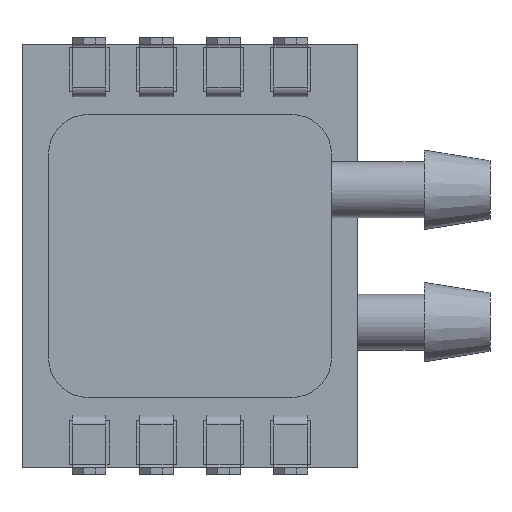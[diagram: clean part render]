
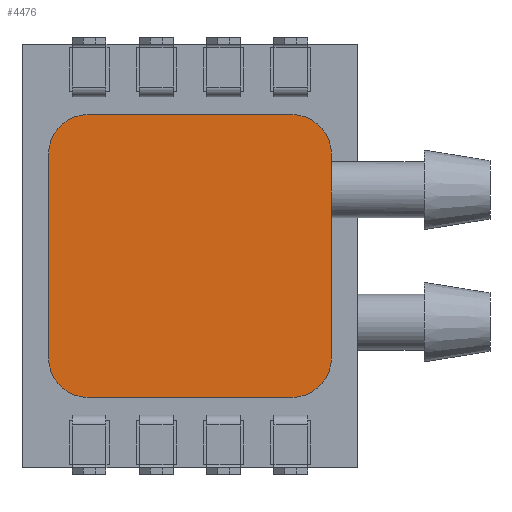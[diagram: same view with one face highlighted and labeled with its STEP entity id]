
A CAD part, front view. The second image highlights one B-rep face of the part: STEP entity #4476.
In plain terms, the highlighted planar face has unit normal (0, -1, 0).
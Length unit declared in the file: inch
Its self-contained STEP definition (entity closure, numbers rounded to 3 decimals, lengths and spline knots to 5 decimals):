
#807 = FACE_OUTER_BOUND ( 'NONE', #11136, .T. ) ;
#809 = VECTOR ( 'NONE', #11673, 39.37008 ) ;
#810 = LINE ( 'NONE', #11672, #809 ) ;
#847 = CIRCLE ( 'NONE', #5293, 0.059 ) ;
#853 = VECTOR ( 'NONE', #11628, 39.37008 ) ;
#862 = LINE ( 'NONE', #11622, #853 ) ;
#3188 = ORIENTED_EDGE ( 'NONE', *, *, #6254, .F. ) ;
#3189 = ORIENTED_EDGE ( 'NONE', *, *, #6116, .F. ) ;
#3190 = ORIENTED_EDGE ( 'NONE', *, *, #5989, .F. ) ;
#3191 = ORIENTED_EDGE ( 'NONE', *, *, #6283, .F. ) ;
#3192 = ORIENTED_EDGE ( 'NONE', *, *, #6167, .F. ) ;
#3193 = ORIENTED_EDGE ( 'NONE', *, *, #6073, .F. ) ;
#3194 = ORIENTED_EDGE ( 'NONE', *, *, #6024, .F. ) ;
#3195 = ORIENTED_EDGE ( 'NONE', *, *, #5992, .F. ) ;
#3196 = ORIENTED_EDGE ( 'NONE', *, *, #6174, .F. ) ;
#3197 = ORIENTED_EDGE ( 'NONE', *, *, #6237, .F. ) ;
#3227 = VERTEX_POINT ( 'NONE', #12691 ) ;
#3229 = VERTEX_POINT ( 'NONE', #12704 ) ;
#3231 = VERTEX_POINT ( 'NONE', #12693 ) ;
#3232 = VERTEX_POINT ( 'NONE', #12708 ) ;
#3234 = VERTEX_POINT ( 'NONE', #12709 ) ;
#3236 = VERTEX_POINT ( 'NONE', #12710 ) ;
#4476 = ADVANCED_FACE ( 'NONE', ( #807 ), #5707, .T. ) ;
#4656 = VERTEX_POINT ( 'NONE', #6356 ) ;
#4657 = VERTEX_POINT ( 'NONE', #6357 ) ;
#4658 = VERTEX_POINT ( 'NONE', #6358 ) ;
#4659 = VERTEX_POINT ( 'NONE', #6359 ) ;
#5239 = AXIS2_PLACEMENT_3D ( 'NONE', #11778, #11780, #11781 ) ;
#5240 = AXIS2_PLACEMENT_3D ( 'NONE', #11723, #11725, #11726 ) ;
#5293 = AXIS2_PLACEMENT_3D ( 'NONE', #11627, #11631, #11632 ) ;
#5443 = AXIS2_PLACEMENT_3D ( 'NONE', #12123, #12125, #12126 ) ;
#5707 = PLANE ( 'NONE',  #6144 ) ;
#5708 = CARTESIAN_POINT ( 'NONE',  ( -0.1515, -0.13578, 0.1515 ) ) ;
#5714 = DIRECTION ( 'NONE',  ( 0., -1., 0. ) ) ;
#5715 = DIRECTION ( 'NONE',  ( 0., 0., 1. ) ) ;
#5989 = EDGE_CURVE ( 'NONE', #4656, #4657, #862, .T. ) ;
#5992 = EDGE_CURVE ( 'NONE', #3232, #3231, #847, .T. ) ;
#6024 = EDGE_CURVE ( 'NONE', #3234, #3232, #810, .T. ) ;
#6073 = EDGE_CURVE ( 'NONE', #4659, #3234, #8004, .T. ) ;
#6116 = EDGE_CURVE ( 'NONE', #3236, #4656, #8628, .T. ) ;
#6144 = AXIS2_PLACEMENT_3D ( 'NONE', #5708, #5714, #5715 ) ;
#6167 = EDGE_CURVE ( 'NONE', #4658, #4659, #8556, .T. ) ;
#6174 = EDGE_CURVE ( 'NONE', #3231, #3227, #8547, .T. ) ;
#6237 = EDGE_CURVE ( 'NONE', #3227, #3229, #8473, .T. ) ;
#6254 = EDGE_CURVE ( 'NONE', #3229, #3236, #8467, .T. ) ;
#6283 = EDGE_CURVE ( 'NONE', #4657, #4658, #8419, .T. ) ;
#6356 = CARTESIAN_POINT ( 'NONE',  ( 0.2105, -0.13578, 0.1515 ) ) ;
#6357 = CARTESIAN_POINT ( 'NONE',  ( 0.2105, -0.13578, 0.11722 ) ) ;
#6358 = CARTESIAN_POINT ( 'NONE',  ( 0.2105, -0.13578, 0.07963 ) ) ;
#6359 = CARTESIAN_POINT ( 'NONE',  ( 0.2105, -0.13578, -0.1515 ) ) ;
#8004 = CIRCLE ( 'NONE', #5240, 0.059 ) ;
#8417 = VECTOR ( 'NONE', #12190, 39.37008 ) ;
#8419 = LINE ( 'NONE', #12189, #8417 ) ;
#8454 = VECTOR ( 'NONE', #12149, 39.37008 ) ;
#8467 = LINE ( 'NONE', #12143, #8454 ) ;
#8473 = CIRCLE ( 'NONE', #5443, 0.059 ) ;
#8546 = VECTOR ( 'NONE', #12045, 39.37008 ) ;
#8547 = LINE ( 'NONE', #12044, #8546 ) ;
#8554 = VECTOR ( 'NONE', #12036, 39.37008 ) ;
#8556 = LINE ( 'NONE', #12035, #8554 ) ;
#8628 = CIRCLE ( 'NONE', #5239, 0.059 ) ;
#11136 = EDGE_LOOP ( 'NONE', ( #3197, #3196, #3195, #3194, #3193, #3192, #3191, #3190, #3189, #3188 ) ) ;
#11622 = CARTESIAN_POINT ( 'NONE',  ( 0.2105, -0.13578, -0.1515 ) ) ;
#11627 = CARTESIAN_POINT ( 'NONE',  ( -0.1515, -0.13578, -0.1515 ) ) ;
#11628 = DIRECTION ( 'NONE',  ( 0., 0., -1. ) ) ;
#11631 = DIRECTION ( 'NONE',  ( 0., 1., 0. ) ) ;
#11632 = DIRECTION ( 'NONE',  ( 0., 0., 1. ) ) ;
#11672 = CARTESIAN_POINT ( 'NONE',  ( -0.1515, -0.13578, -0.2105 ) ) ;
#11673 = DIRECTION ( 'NONE',  ( -1., 0., 0. ) ) ;
#11723 = CARTESIAN_POINT ( 'NONE',  ( 0.1515, -0.13578, -0.1515 ) ) ;
#11725 = DIRECTION ( 'NONE',  ( 0., 1., 0. ) ) ;
#11726 = DIRECTION ( 'NONE',  ( 0., 0., -1. ) ) ;
#11778 = CARTESIAN_POINT ( 'NONE',  ( 0.1515, -0.13578, 0.1515 ) ) ;
#11780 = DIRECTION ( 'NONE',  ( 0., 1., 0. ) ) ;
#11781 = DIRECTION ( 'NONE',  ( 0., 0., 1. ) ) ;
#12035 = CARTESIAN_POINT ( 'NONE',  ( 0.2105, -0.13578, -0.1515 ) ) ;
#12036 = DIRECTION ( 'NONE',  ( 0., 0., -1. ) ) ;
#12044 = CARTESIAN_POINT ( 'NONE',  ( -0.2105, -0.13578, -0.1515 ) ) ;
#12045 = DIRECTION ( 'NONE',  ( 0., 0., 1. ) ) ;
#12123 = CARTESIAN_POINT ( 'NONE',  ( -0.1515, -0.13578, 0.1515 ) ) ;
#12125 = DIRECTION ( 'NONE',  ( 0., 1., 0. ) ) ;
#12126 = DIRECTION ( 'NONE',  ( 0., 0., 1. ) ) ;
#12143 = CARTESIAN_POINT ( 'NONE',  ( -0.1515, -0.13578, 0.2105 ) ) ;
#12149 = DIRECTION ( 'NONE',  ( 1., 0., 0. ) ) ;
#12189 = CARTESIAN_POINT ( 'NONE',  ( 0.2105, -0.13578, -0.1515 ) ) ;
#12190 = DIRECTION ( 'NONE',  ( 0., 0., -1. ) ) ;
#12691 = CARTESIAN_POINT ( 'NONE',  ( -0.2105, -0.13578, 0.1515 ) ) ;
#12693 = CARTESIAN_POINT ( 'NONE',  ( -0.2105, -0.13578, -0.1515 ) ) ;
#12704 = CARTESIAN_POINT ( 'NONE',  ( -0.1515, -0.13578, 0.2105 ) ) ;
#12708 = CARTESIAN_POINT ( 'NONE',  ( -0.1515, -0.13578, -0.2105 ) ) ;
#12709 = CARTESIAN_POINT ( 'NONE',  ( 0.1515, -0.13578, -0.2105 ) ) ;
#12710 = CARTESIAN_POINT ( 'NONE',  ( 0.1515, -0.13578, 0.2105 ) ) ;
